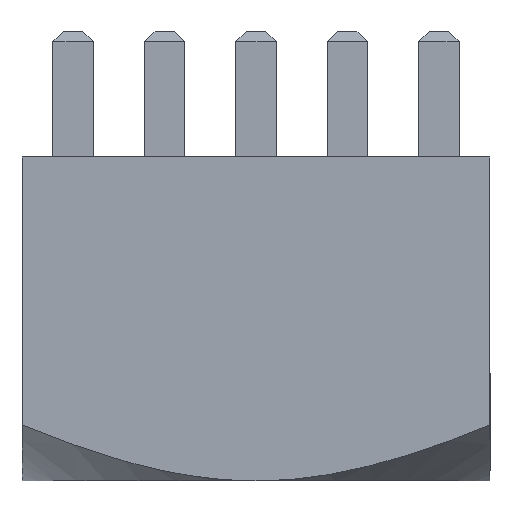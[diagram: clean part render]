
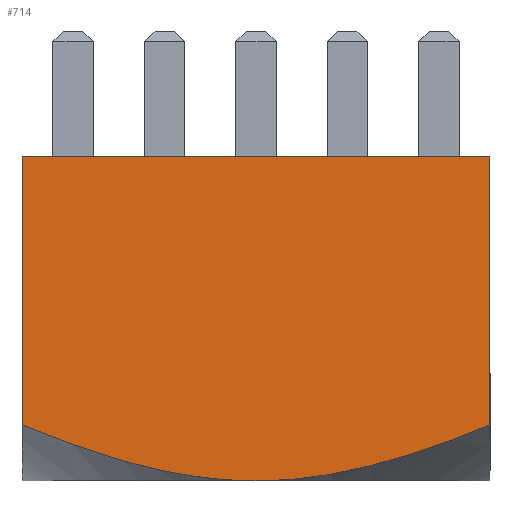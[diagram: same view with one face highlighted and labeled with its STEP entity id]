
A CAD part, left-side view. The second image highlights one B-rep face of the part: STEP entity #714.
In plain terms, the highlighted planar face has unit normal (-1, 0, 0).
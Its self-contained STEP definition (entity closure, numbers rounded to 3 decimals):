
#207 = ORIENTED_EDGE ( 'NONE', *, *, #1041, .F. ) ;
#217 = ORIENTED_EDGE ( 'NONE', *, *, #1073, .F. ) ;
#218 = ORIENTED_EDGE ( 'NONE', *, *, #1077, .T. ) ;
#219 = ORIENTED_EDGE ( 'NONE', *, *, #753, .T. ) ;
#220 = ORIENTED_EDGE ( 'NONE', *, *, #752, .T. ) ;
#714 = ADVANCED_FACE ( 'NONE', ( #2797 ), #2798, .F. ) ;
#752 = EDGE_CURVE ( 'NONE', #4059, #4016, #1464, .T. ) ;
#753 = EDGE_CURVE ( 'NONE', #4016, #4014, #1760, .T. ) ;
#1041 = EDGE_CURVE ( 'NONE', #4059, #4108, #1597, .T. ) ;
#1073 = EDGE_CURVE ( 'NONE', #4108, #4013, #1705, .T. ) ;
#1077 = EDGE_CURVE ( 'NONE', #4014, #4013, #1363, .T. ) ;
#1363 = B_SPLINE_CURVE_WITH_KNOTS ( 'NONE', 3,
 ( #1733, #1734, #1746, #1747, #1749, #1750, #1751, #1752, #1754, #1755 ),
 .UNSPECIFIED., .F., .F.,
 ( 4, 2, 2, 2, 4 ),
 ( 0.024, 0.024, 0.025, 0.027, 0.03 ),
 .UNSPECIFIED. ) ;
#1456 = CARTESIAN_POINT ( 'NONE',  ( -6.5, 5.456, 1.141 ) ) ;
#1459 = CARTESIAN_POINT ( 'NONE',  ( -6.5, 6.5, 9. ) ) ;
#1464 = LINE ( 'NONE', #1459, #2066 ) ;
#1468 = CARTESIAN_POINT ( 'NONE',  ( -6.5, 5.981, 1.342 ) ) ;
#1469 = DIRECTION ( 'NONE',  ( 0., 0., -1. ) ) ;
#1471 = CARTESIAN_POINT ( 'NONE',  ( -6.5, 6.5, 1.554 ) ) ;
#1472 = CARTESIAN_POINT ( 'NONE',  ( -6.5, 4.391, 0.769 ) ) ;
#1473 = CARTESIAN_POINT ( 'NONE',  ( -6.5, 3.852, 0.601 ) ) ;
#1474 = CARTESIAN_POINT ( 'NONE',  ( -6.5, 2.228, 0.175 ) ) ;
#1475 = CARTESIAN_POINT ( 'NONE',  ( -6.5, 1.128, 0. ) ) ;
#1476 = CARTESIAN_POINT ( 'NONE',  ( -6.5, 0., 0. ) ) ;
#1597 = LINE ( 'NONE', #1598, #2112 ) ;
#1598 = CARTESIAN_POINT ( 'NONE',  ( -6.5, 6.5, 9. ) ) ;
#1599 = DIRECTION ( 'NONE',  ( 0., -1., 0. ) ) ;
#1705 = LINE ( 'NONE', #1706, #2143 ) ;
#1706 = CARTESIAN_POINT ( 'NONE',  ( -6.5, -6.5, 9. ) ) ;
#1714 = DIRECTION ( 'NONE',  ( 0., 0., -1. ) ) ;
#1733 = CARTESIAN_POINT ( 'NONE',  ( -6.5, 0., 0. ) ) ;
#1734 = CARTESIAN_POINT ( 'NONE',  ( -6.5, -0.28, 0. ) ) ;
#1746 = CARTESIAN_POINT ( 'NONE',  ( -6.5, -0.562, 0.011 ) ) ;
#1747 = CARTESIAN_POINT ( 'NONE',  ( -6.5, -1.124, 0.052 ) ) ;
#1749 = CARTESIAN_POINT ( 'NONE',  ( -6.5, -1.403, 0.083 ) ) ;
#1750 = CARTESIAN_POINT ( 'NONE',  ( -6.5, -2.234, 0.203 ) ) ;
#1751 = CARTESIAN_POINT ( 'NONE',  ( -6.5, -2.78, 0.319 ) ) ;
#1752 = CARTESIAN_POINT ( 'NONE',  ( -6.5, -4.401, 0.745 ) ) ;
#1754 = CARTESIAN_POINT ( 'NONE',  ( -6.5, -5.462, 1.131 ) ) ;
#1755 = CARTESIAN_POINT ( 'NONE',  ( -6.5, -6.5, 1.554 ) ) ;
#1760 = B_SPLINE_CURVE_WITH_KNOTS ( 'NONE', 3,
 ( #1471, #1468, #1456, #1472, #1473, #1474, #1475, #1476 ),
 .UNSPECIFIED., .F., .F.,
 ( 4, 2, 2, 4 ),
 ( 0.017, 0.019, 0.02, 0.024 ),
 .UNSPECIFIED. ) ;
#2027 = AXIS2_PLACEMENT_3D ( 'NONE', #2790, #2801, #2802 ) ;
#2066 = VECTOR ( 'NONE', #1469, 1000. ) ;
#2112 = VECTOR ( 'NONE', #1599, 1000. ) ;
#2143 = VECTOR ( 'NONE', #1714, 1000. ) ;
#2790 = CARTESIAN_POINT ( 'NONE',  ( -6.5, 6.5, 9. ) ) ;
#2797 = FACE_OUTER_BOUND ( 'NONE', #3643, .T. ) ;
#2798 = PLANE ( 'NONE',  #2027 ) ;
#2801 = DIRECTION ( 'NONE',  ( 1., 0., 0. ) ) ;
#2802 = DIRECTION ( 'NONE',  ( 0., 1., 0. ) ) ;
#3192 = CARTESIAN_POINT ( 'NONE',  ( -6.5, -6.5, 1.554 ) ) ;
#3193 = CARTESIAN_POINT ( 'NONE',  ( -6.5, 0., 0. ) ) ;
#3195 = CARTESIAN_POINT ( 'NONE',  ( -6.5, 6.5, 1.554 ) ) ;
#3228 = CARTESIAN_POINT ( 'NONE',  ( -6.5, 6.5, 9. ) ) ;
#3272 = CARTESIAN_POINT ( 'NONE',  ( -6.5, -6.5, 9. ) ) ;
#3643 = EDGE_LOOP ( 'NONE', ( #220, #219, #218, #217, #207 ) ) ;
#4013 = VERTEX_POINT ( 'NONE', #3192 ) ;
#4014 = VERTEX_POINT ( 'NONE', #3193 ) ;
#4016 = VERTEX_POINT ( 'NONE', #3195 ) ;
#4059 = VERTEX_POINT ( 'NONE', #3228 ) ;
#4108 = VERTEX_POINT ( 'NONE', #3272 ) ;
